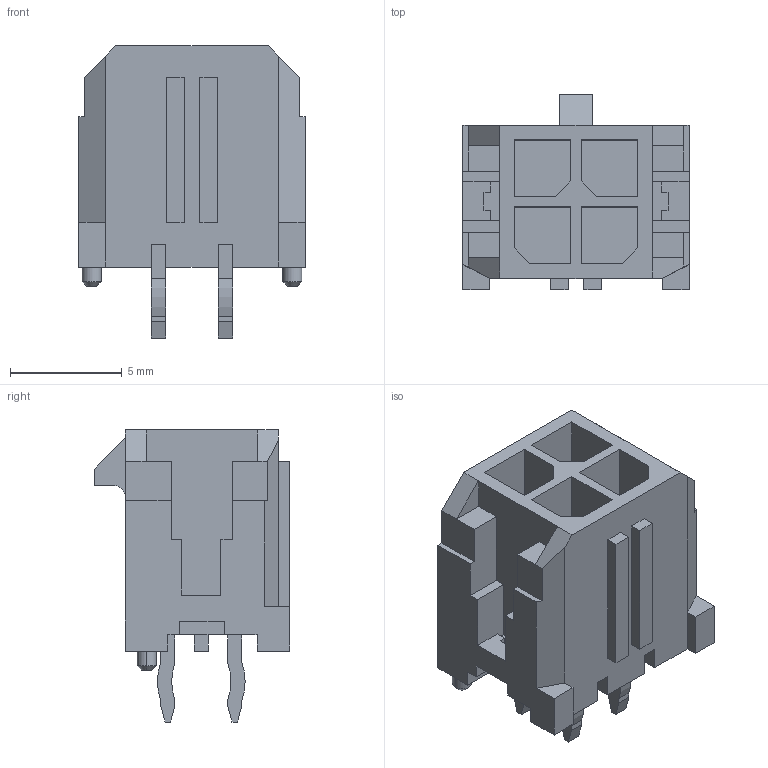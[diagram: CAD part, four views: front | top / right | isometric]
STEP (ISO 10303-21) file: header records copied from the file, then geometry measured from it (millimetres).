
FILE_DESCRIPTION((''),'2;1');
FILE_NAME('430450412','2012-06-27T',('gga'),(''),'PRO/ENGINEER BY PARAMETRIC TECHNOLOGY CORPORATION, 2011490','PRO/ENGINEER BY PARAMETRIC TECHNOLOGY CORPORATION, 2011490','');
FILE_SCHEMA(('CONFIG_CONTROL_DESIGN'));
Length unit declared in the file: millimetre
Products named in the file (1): 430450412
Bounding box: 10.15 x 8.77 x 13.09 mm (x, y, z)
Volume: 424.4 mm3; surface area: 856.8 mm2
Topology: 1 solids, 1 shells, 216 faces, 600 edges, 399 vertices
Faces by surface type: plane 199, cylinder 13, cone 4
Entity records: 6767 total; most frequent: CARTESIAN_POINT 1189, ORIENTED_EDGE 1154, DIRECTION 1076, EDGE_CURVE 577, VECTOR 558, LINE 558, VERTEX_POINT 372, AXIS2_PLACEMENT_3D 259
